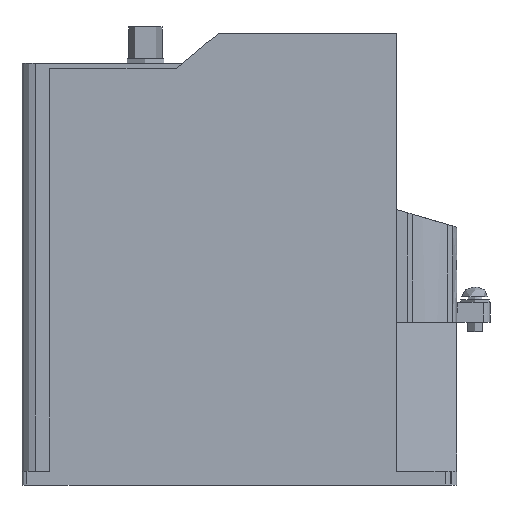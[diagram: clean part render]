
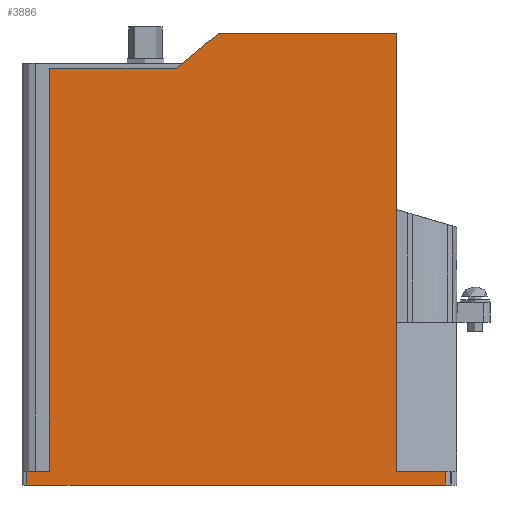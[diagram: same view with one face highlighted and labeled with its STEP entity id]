
A CAD part, left-side view. The second image highlights one B-rep face of the part: STEP entity #3886.
In plain terms, the highlighted planar face has unit normal (-1, 0, 0).
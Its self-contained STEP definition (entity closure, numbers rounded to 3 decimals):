
#786=FACE_OUTER_BOUND($,#1094,.T.);
#1094=EDGE_LOOP($,(#3052,#3053,#3054,#3055,#3056,#3057,#3058,#3059,#3060,
#3061));
#1470=VERTEX_POINT($,#9685);
#1471=VERTEX_POINT($,#9687);
#1484=VERTEX_POINT($,#9716);
#1485=VERTEX_POINT($,#9718);
#1497=VERTEX_POINT($,#9747);
#1501=VERTEX_POINT($,#9757);
#1508=VERTEX_POINT($,#9786);
#1519=VERTEX_POINT($,#9815);
#1543=VERTEX_POINT($,#9897);
#1544=VERTEX_POINT($,#9901);
#1988=EDGE_CURVE($,#1470,#1471,#4791,.T.);
#2003=EDGE_CURVE($,#1485,#1484,#4802,.T.);
#2018=EDGE_CURVE($,#1497,#1484,#4813,.T.);
#2023=EDGE_CURVE($,#1501,#1497,#4816,.T.);
#2038=EDGE_CURVE($,#1508,#1485,#4828,.T.);
#2054=EDGE_CURVE($,#1470,#1519,#4844,.T.);
#2057=EDGE_CURVE($,#1508,#1519,#4847,.T.);
#2096=EDGE_CURVE($,#1543,#1471,#4871,.T.);
#2097=EDGE_CURVE($,#1544,#1501,#4872,.T.);
#2098=EDGE_CURVE($,#1543,#1544,#4873,.T.);
#3052=ORIENTED_EDGE($,*,*,#2003,.T.);
#3053=ORIENTED_EDGE($,*,*,#2018,.F.);
#3054=ORIENTED_EDGE($,*,*,#2023,.F.);
#3055=ORIENTED_EDGE($,*,*,#2097,.F.);
#3056=ORIENTED_EDGE($,*,*,#2098,.F.);
#3057=ORIENTED_EDGE($,*,*,#2096,.T.);
#3058=ORIENTED_EDGE($,*,*,#1988,.F.);
#3059=ORIENTED_EDGE($,*,*,#2054,.T.);
#3060=ORIENTED_EDGE($,*,*,#2057,.F.);
#3061=ORIENTED_EDGE($,*,*,#2038,.T.);
#3653=PLANE($,#6413);
#3886=ADVANCED_FACE($,(#786),#3653,.T.);
#4791=LINE($,#9688,#5555);
#4802=LINE($,#9719,#5566);
#4813=LINE($,#9749,#5577);
#4816=LINE($,#9759,#5580);
#4828=LINE($,#9787,#5592);
#4844=LINE($,#9817,#5608);
#4847=LINE($,#9822,#5611);
#4871=LINE($,#9899,#5635);
#4872=LINE($,#9902,#5636);
#4873=LINE($,#9903,#5637);
#5555=VECTOR($,#7502,14.721);
#5566=VECTOR($,#7525,38.221);
#5577=VECTOR($,#7550,121.3);
#5580=VECTOR($,#7559,6.779);
#5592=VECTOR($,#7589,16.405);
#5608=VECTOR($,#7611,131.8);
#5611=VECTOR($,#7616,53.674);
#5635=VECTOR($,#7700,4.2);
#5636=VECTOR($,#7703,4.2);
#5637=VECTOR($,#7704,126.);
#6413=AXIS2_PLACEMENT_3D($,#9900,#7701,#7702);
#7502=DIRECTION($,(0.,-1.,0.));
#7525=DIRECTION($,(0.,1.,0.));
#7550=DIRECTION($,(0.,0.,1.));
#7559=DIRECTION($,(0.,-1.,0.));
#7589=DIRECTION($,(0.,0.768,-0.64));
#7611=DIRECTION($,(0.,0.,1.));
#7616=DIRECTION($,(0.,-1.,0.));
#7700=DIRECTION($,(0.,0.,1.));
#7701=DIRECTION('center_axis',(-1.,0.,0.));
#7702=DIRECTION('ref_axis',(0.,-1.,0.));
#7703=DIRECTION($,(0.,0.,1.));
#7704=DIRECTION($,(0.,1.,0.));
#9685=CARTESIAN_POINT('',(0.,-48.279,4.2));
#9687=CARTESIAN_POINT('',(0.,-63.,4.2));
#9688=CARTESIAN_POINT($,(0.,-63.,4.2));
#9716=CARTESIAN_POINT('',(0.,56.221,125.5));
#9718=CARTESIAN_POINT('',(0.,18.,125.5));
#9719=CARTESIAN_POINT($,(0.,66.174,125.5));
#9747=CARTESIAN_POINT('',(0.,56.221,4.2));
#9749=CARTESIAN_POINT($,(0.,56.221,4.2));
#9757=CARTESIAN_POINT('',(0.,63.,4.2));
#9759=CARTESIAN_POINT($,(0.,-63.,4.2));
#9786=CARTESIAN_POINT('',(0.,5.396,136.));
#9787=CARTESIAN_POINT($,(0.,62.141,88.728));
#9815=CARTESIAN_POINT('',(0.,-48.279,136.));
#9817=CARTESIAN_POINT($,(0.,-48.279,4.2));
#9822=CARTESIAN_POINT($,(0.,56.221,136.));
#9897=CARTESIAN_POINT('',(0.,-63.,0.));
#9899=CARTESIAN_POINT($,(0.,-63.,0.));
#9900=CARTESIAN_POINT('Origin',(0.,63.,
0.));
#9901=CARTESIAN_POINT('',(0.,63.,0.));
#9902=CARTESIAN_POINT($,(0.,63.,0.));
#9903=CARTESIAN_POINT($,(0.,-63.,0.));
